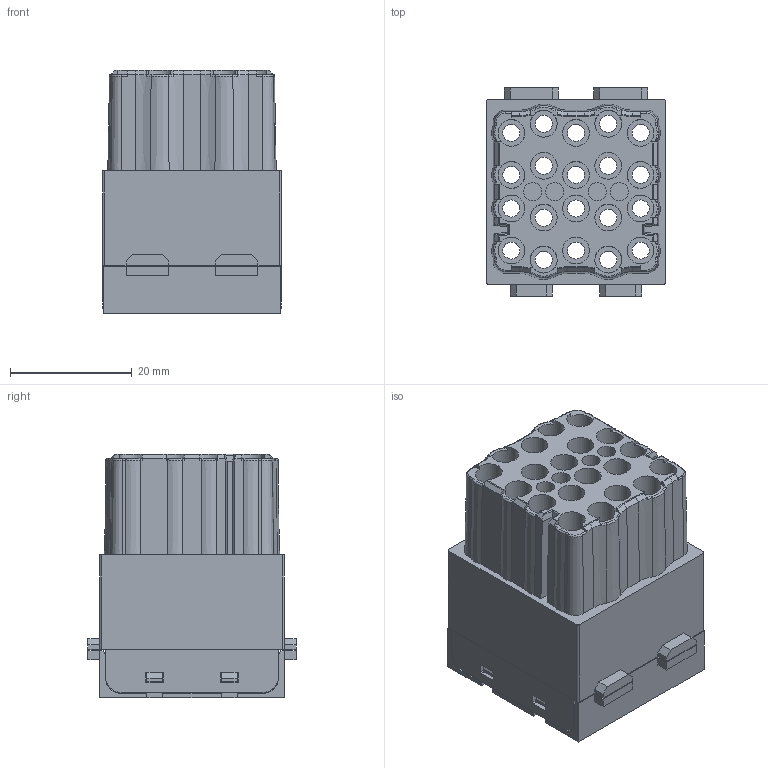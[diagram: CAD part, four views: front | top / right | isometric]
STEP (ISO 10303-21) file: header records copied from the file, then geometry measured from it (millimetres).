
FILE_DESCRIPTION(/* description */ (''),/* implementation_level */ '2;1');
FILE_NAME(/* name */ '100095325ugm000_e.stp',/* time_stamp */ '2017-10-23T16:21:25+02:00',/* author */ (''),/* organization */ (''),/* preprocessor_version */ 'ST-DEVELOPER v16',/* originating_system */ 'SIEMENS PLM Software NX 10.0',/* authorisation */ '');
FILE_SCHEMA (('AUTOMOTIVE_DESIGN { 1 0 10303 214 3 1 1 1 }'));
Length unit declared in the file: millimetre
Products named in the file (1): 100095325ugm000_e
Bounding box: 29.35 x 34.2 x 39.95 mm (x, y, z)
Volume: 16723.3 mm3; surface area: 24179.7 mm2
Topology: 1 solids, 1 shells, 999 faces, 3642 edges, 3530 vertices
Faces by surface type: plane 635, cylinder 244, cone 60, torus 32, bspline 28
Full cylindrical faces by diameter (mm): 2.8 x20, 3 x4, 4.4 x20, 4.8 x20
Entity records: 41750 total; most frequent: CARTESIAN_POINT 10971, ORIENTED_EDGE 5532, DIRECTION 5349, EDGE_CURVE 2766, LINE 2037, VECTOR 2037, VERTEX_POINT 1894, AXIS2_PLACEMENT_3D 1656
